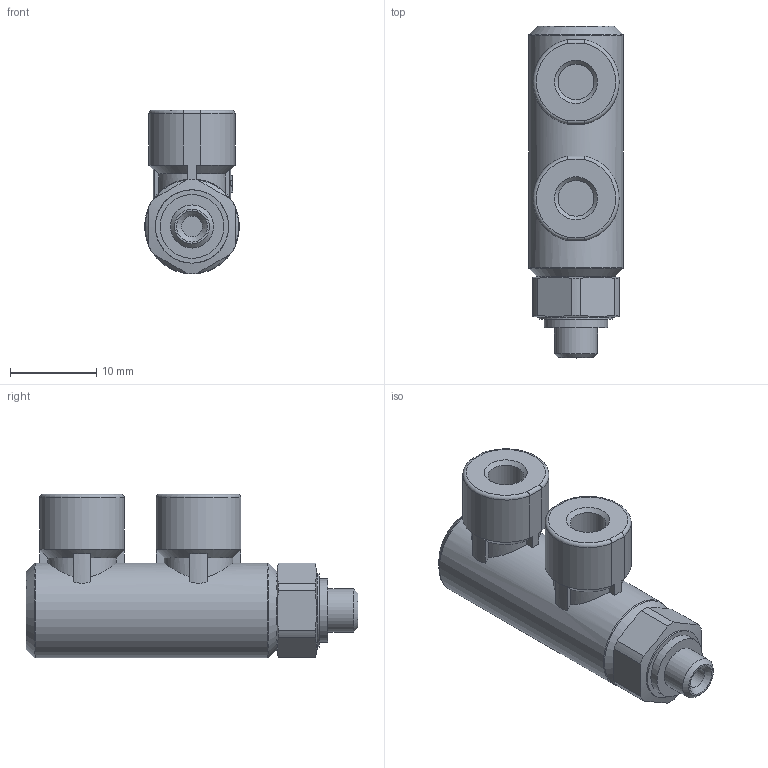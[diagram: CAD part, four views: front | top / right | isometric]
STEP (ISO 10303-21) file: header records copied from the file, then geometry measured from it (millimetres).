
FILE_DESCRIPTION(/* description */ ('STEP AP214'),/* implementation_level */ '2;1');
FILE_NAME(/* name */ '530029_HGL-M5-B',/* time_stamp */ '2024-08-21T09:11:57+02:00',/* author */ ('License CC BY-ND 4.0'),/* organization */ ('CADENAS'),/* preprocessor_version */ 'ST-DEVELOPER v19.3',/* originating_system */ 'PARTsolutions',/* authorisation */ ' ');
FILE_SCHEMA (('AUTOMOTIVE_DESIGN {1 0 10303 214 3 1 1}'));
Length unit declared in the file: millimetre
Products named in the file (1): 530029 HGL-M5-B
Bounding box: 11 x 38.5 x 19 mm (x, y, z)
Volume: 4183.3 mm3; surface area: 2348.5 mm2
Topology: 1 solids, 1 shells, 127 faces, 319 edges, 206 vertices
Faces by surface type: plane 69, cylinder 35, cone 16, torus 7
Full cylindrical faces by diameter (mm): 2.4 x1, 4.134 x2, 5 x1, 7.4 x1, 8.5 x1, 11 x1
Entity records: 4639 total; most frequent: CARTESIAN_POINT 813, DIRECTION 589, ORIENTED_EDGE 588, EDGE_CURVE 294, AXIS2_PLACEMENT_3D 225, VERTEX_POINT 203, EDGE_LOOP 161, FACE_BOUND 161
